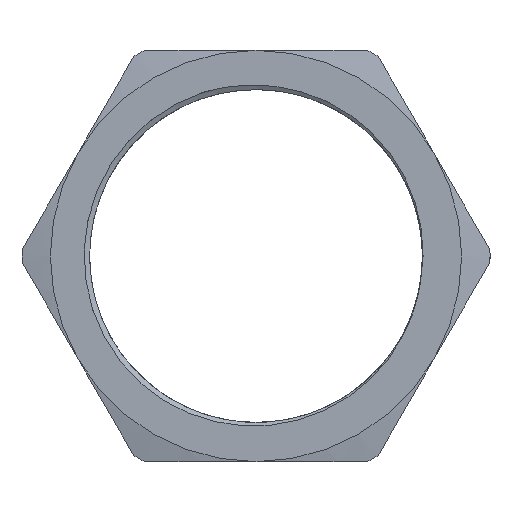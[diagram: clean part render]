
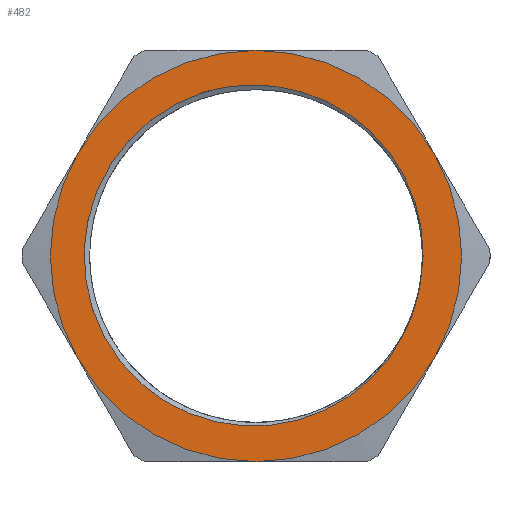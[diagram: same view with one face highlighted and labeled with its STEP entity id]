
A CAD part, left-side view. The second image highlights one B-rep face of the part: STEP entity #482.
In plain terms, the highlighted planar face has unit normal (-1, 0, 0).
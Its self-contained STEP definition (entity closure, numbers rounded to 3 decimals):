
#16=FACE_BOUND('',#182,.T.);
#84=PLANE('',#546);
#85=CIRCLE('',#492,24.31);
#88=CIRCLE('',#496,25.071);
#104=CIRCLE('',#529,30.);
#105=CIRCLE('',#531,30.);
#106=CIRCLE('',#533,30.);
#107=CIRCLE('',#535,30.);
#108=CIRCLE('',#537,30.);
#109=CIRCLE('',#539,30.);
#150=FACE_OUTER_BOUND('',#181,.T.);
#181=EDGE_LOOP('',(#441,#442,#443,#444,#445,#446));
#182=EDGE_LOOP('',(#447,#448,#449,#450));
#183=B_SPLINE_CURVE_WITH_KNOTS('',3,(#864,#865,#866,#867,#868,#869,#870,
#871,#872,#873,#874,#875,#876,#877,#878,#879),.UNSPECIFIED.,.F.,.F.,(4,
3,3,3,3,4),(-5.08,-4.889,-3.655,-2.428,
-1.209,0.),.UNSPECIFIED.);
#188=B_SPLINE_CURVE_WITH_KNOTS('',3,(#1299,#1300,#1301,#1302,#1303,#1304,
#1305,#1306,#1307,#1308,#1309,#1310,#1311,#1312,#1313,#1314),
 .UNSPECIFIED.,.F.,.F.,(4,3,3,3,3,4),(-5.084,-4.898,
-3.689,-2.468,-1.238,0.),.UNSPECIFIED.);
#191=VERTEX_POINT('',#862);
#192=VERTEX_POINT('',#863);
#195=VERTEX_POINT('',#1063);
#197=VERTEX_POINT('',#1298);
#200=VERTEX_POINT('',#1458);
#209=VERTEX_POINT('',#1489);
#212=VERTEX_POINT('',#1500);
#218=VERTEX_POINT('',#1521);
#224=VERTEX_POINT('',#1542);
#233=VERTEX_POINT('',#1573);
#235=EDGE_CURVE('',#191,#192,#183,.T.);
#239=EDGE_CURVE('',#192,#195,#85,.T.);
#242=EDGE_CURVE('',#195,#197,#188,.T.);
#246=EDGE_CURVE('',#191,#197,#88,.T.);
#298=EDGE_CURVE('',#233,#218,#104,.T.);
#299=EDGE_CURVE('',#218,#212,#105,.T.);
#300=EDGE_CURVE('',#224,#209,#106,.T.);
#301=EDGE_CURVE('',#209,#233,#107,.T.);
#302=EDGE_CURVE('',#212,#200,#108,.T.);
#303=EDGE_CURVE('',#200,#224,#109,.T.);
#441=ORIENTED_EDGE('',*,*,#299,.F.);
#442=ORIENTED_EDGE('',*,*,#298,.F.);
#443=ORIENTED_EDGE('',*,*,#301,.F.);
#444=ORIENTED_EDGE('',*,*,#300,.F.);
#445=ORIENTED_EDGE('',*,*,#303,.F.);
#446=ORIENTED_EDGE('',*,*,#302,.F.);
#447=ORIENTED_EDGE('',*,*,#246,.T.);
#448=ORIENTED_EDGE('',*,*,#242,.F.);
#449=ORIENTED_EDGE('',*,*,#239,.F.);
#450=ORIENTED_EDGE('',*,*,#235,.F.);
#482=ADVANCED_FACE('',(#150,#16),#84,.T.);
#492=AXIS2_PLACEMENT_3D('',#1064,#551,#552);
#496=AXIS2_PLACEMENT_3D('',#1455,#559,#560);
#529=AXIS2_PLACEMENT_3D('',#1608,#637,#638);
#531=AXIS2_PLACEMENT_3D('',#1610,#641,#642);
#533=AXIS2_PLACEMENT_3D('',#1612,#645,#646);
#535=AXIS2_PLACEMENT_3D('',#1614,#649,#650);
#537=AXIS2_PLACEMENT_3D('',#1616,#653,#654);
#539=AXIS2_PLACEMENT_3D('',#1618,#657,#658);
#546=AXIS2_PLACEMENT_3D('',#1625,#671,#672);
#551=DIRECTION('center_axis',(-1.,0.,0.));
#552=DIRECTION('ref_axis',(0.,1.,0.));
#559=DIRECTION('center_axis',(1.,0.,0.));
#560=DIRECTION('ref_axis',(0.,0.,-1.));
#637=DIRECTION('center_axis',(1.,0.,0.));
#638=DIRECTION('ref_axis',(0.,-1.,0.));
#641=DIRECTION('center_axis',(1.,0.,0.));
#642=DIRECTION('ref_axis',(0.,-1.,0.));
#645=DIRECTION('center_axis',(1.,0.,0.));
#646=DIRECTION('ref_axis',(0.,-1.,0.));
#649=DIRECTION('center_axis',(1.,0.,0.));
#650=DIRECTION('ref_axis',(0.,-1.,0.));
#653=DIRECTION('center_axis',(1.,0.,0.));
#654=DIRECTION('ref_axis',(0.,-1.,0.));
#657=DIRECTION('center_axis',(1.,0.,0.));
#658=DIRECTION('ref_axis',(0.,-1.,0.));
#671=DIRECTION('center_axis',(-1.,0.,0.));
#672=DIRECTION('ref_axis',(0.,0.,1.));
#862=CARTESIAN_POINT('',(-4.7,16.776,-18.631));
#863=CARTESIAN_POINT('',(-4.7,-23.546,-6.046));
#864=CARTESIAN_POINT('Ctrl Pts',(-4.7,16.776,-18.632));
#865=CARTESIAN_POINT('Ctrl Pts',(-4.7,16.297,-19.052));
#866=CARTESIAN_POINT('Ctrl Pts',(-4.7,15.803,-19.452));
#867=CARTESIAN_POINT('Ctrl Pts',(-4.7,15.294,-19.833));
#868=CARTESIAN_POINT('Ctrl Pts',(-4.7,12.004,-22.293));
#869=CARTESIAN_POINT('Ctrl Pts',(-4.7,8.087,-23.928));
#870=CARTESIAN_POINT('Ctrl Pts',(-4.7,4.029,-24.533));
#871=CARTESIAN_POINT('Ctrl Pts',(-4.7,-0.007,-25.134));
#872=CARTESIAN_POINT('Ctrl Pts',(-4.7,-4.196,-24.719));
#873=CARTESIAN_POINT('Ctrl Pts',(-4.7,-8.027,-23.337));
#874=CARTESIAN_POINT('Ctrl Pts',(-4.7,-11.831,-21.964));
#875=CARTESIAN_POINT('Ctrl Pts',(-4.7,-15.3,-19.629));
#876=CARTESIAN_POINT('Ctrl Pts',(-4.7,-17.999,-16.614));
#877=CARTESIAN_POINT('Ctrl Pts',(-4.7,-20.677,-13.623));
#878=CARTESIAN_POINT('Ctrl Pts',(-4.7,-22.603,-9.965));
#879=CARTESIAN_POINT('Ctrl Pts',(-4.7,-23.546,-6.046));
#1063=CARTESIAN_POINT('',(-4.7,-23.97,-4.054));
#1064=CARTESIAN_POINT('Origin',(-4.7,0.,0.));
#1298=CARTESIAN_POINT('',(-4.7,7.747,23.844));
#1299=CARTESIAN_POINT('Ctrl Pts',(-4.7,-23.971,-4.054));
#1300=CARTESIAN_POINT('Ctrl Pts',(-4.7,-24.084,-3.446));
#1301=CARTESIAN_POINT('Ctrl Pts',(-4.7,-24.173,-2.835));
#1302=CARTESIAN_POINT('Ctrl Pts',(-4.7,-24.239,-2.221));
#1303=CARTESIAN_POINT('Ctrl Pts',(-4.7,-24.667,1.778));
#1304=CARTESIAN_POINT('Ctrl Pts',(-4.7,-24.08,5.892));
#1305=CARTESIAN_POINT('Ctrl Pts',(-4.7,-22.562,9.611));
#1306=CARTESIAN_POINT('Ctrl Pts',(-4.7,-21.029,13.364));
#1307=CARTESIAN_POINT('Ctrl Pts',(-4.7,-18.545,16.73));
#1308=CARTESIAN_POINT('Ctrl Pts',(-4.7,-15.42,19.304));
#1309=CARTESIAN_POINT('Ctrl Pts',(-4.7,-12.273,21.896));
#1310=CARTESIAN_POINT('Ctrl Pts',(-4.7,-8.459,23.698));
#1311=CARTESIAN_POINT('Ctrl Pts',(-4.7,-4.454,24.488));
#1312=CARTESIAN_POINT('Ctrl Pts',(-4.7,-0.422,25.283));
#1313=CARTESIAN_POINT('Ctrl Pts',(-4.7,3.804,25.061));
#1314=CARTESIAN_POINT('Ctrl Pts',(-4.7,7.747,23.844));
#1455=CARTESIAN_POINT('Origin',(-4.7,0.,0.));
#1458=CARTESIAN_POINT('',(-4.7,0.,30.));
#1489=CARTESIAN_POINT('',(-4.7,-25.981,-15.));
#1500=CARTESIAN_POINT('',(-4.7,25.981,15.));
#1521=CARTESIAN_POINT('',(-4.7,25.981,-15.));
#1542=CARTESIAN_POINT('',(-4.7,-25.981,15.));
#1573=CARTESIAN_POINT('',(-4.7,0.,-30.));
#1608=CARTESIAN_POINT('Origin',(-4.7,0.,0.));
#1610=CARTESIAN_POINT('Origin',(-4.7,0.,0.));
#1612=CARTESIAN_POINT('Origin',(-4.7,0.,0.));
#1614=CARTESIAN_POINT('Origin',(-4.7,0.,0.));
#1616=CARTESIAN_POINT('Origin',(-4.7,0.,0.));
#1618=CARTESIAN_POINT('Origin',(-4.7,0.,0.));
#1625=CARTESIAN_POINT('Origin',(-4.7,34.135,0.));
